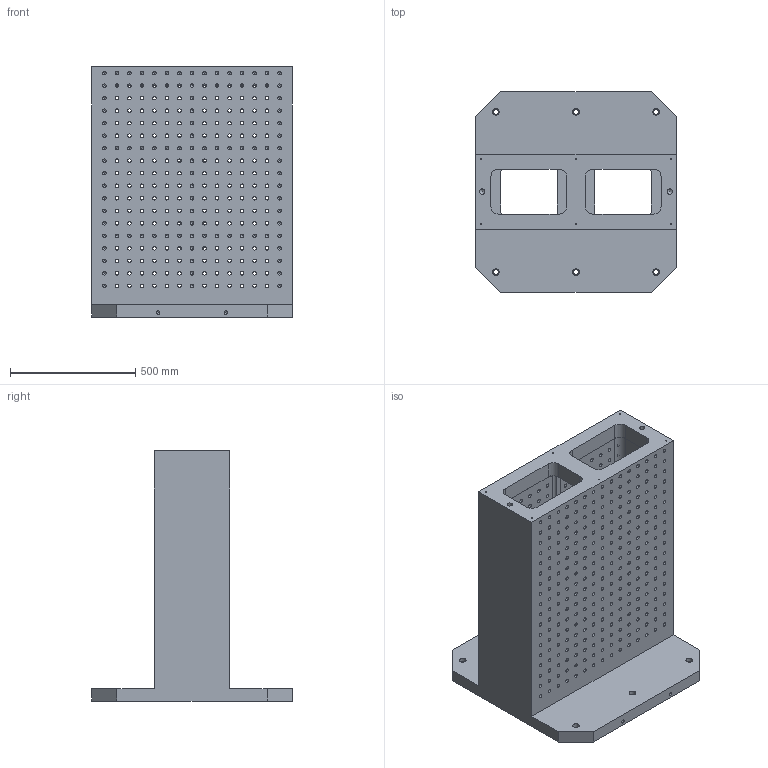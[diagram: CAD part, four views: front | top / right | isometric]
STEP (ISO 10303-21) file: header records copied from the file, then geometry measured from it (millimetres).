
FILE_DESCRIPTION( ( 'Unknown' ), '1' );
FILE_NAME( 'BP11-800800-1000-16.stp', 'Unknown', ( 'S.C.H' ), ( 'Unknown' ), 'XStep 1.0', 'Unknown', ' ' );
FILE_SCHEMA( ( 'CONFIG_CONTROL_DESIGN' ) );
Length unit declared in the file: millimetre
Products named in the file (1): 1
Bounding box: 800 x 800 x 1000 mm (x, y, z)
Volume: 107094122.5 mm3; surface area: 6180161.9 mm2
Topology: 1 solids, 1 shells, 1017 faces, 3307 edges, 2284 vertices
Faces by surface type: cylinder 647, cone 231, plane 76, torus 56, bspline 7
Full cylindrical faces by diameter (mm): 5 x6, 14 x543, 18 x6, 21 x2, 26 x6
Entity records: 33093 total; most frequent: CARTESIAN_POINT 9259, DIRECTION 4978, ORIENTED_EDGE 3494, EDGE_LOOP 2537, AXIS2_PLACEMENT_3D 2342, EDGE_CURVE 1747, VERTEX_POINT 1701, FACE_OUTER_BOUND 1580
